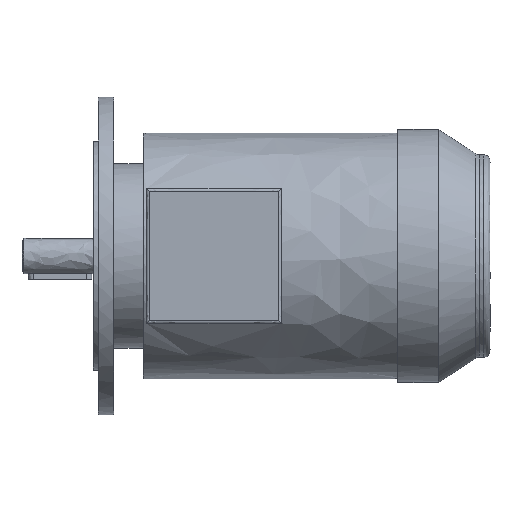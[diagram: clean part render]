
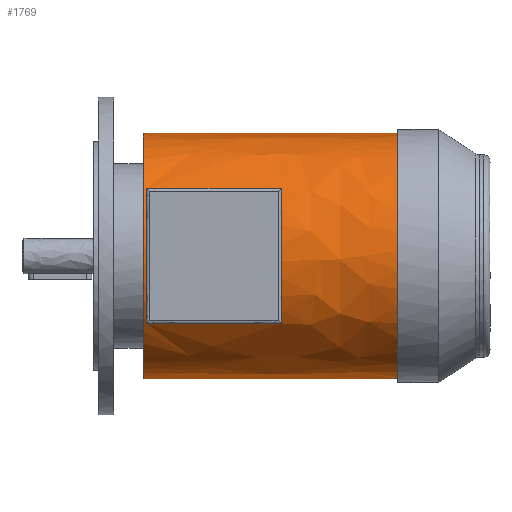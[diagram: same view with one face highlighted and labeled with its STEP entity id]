
A CAD part, front view. The second image highlights one B-rep face of the part: STEP entity #1769.
In plain terms, the highlighted free-form (B-spline) face has degree [3, 1] with [4, 2] control points.
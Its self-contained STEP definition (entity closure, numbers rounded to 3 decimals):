
#1769 = ADVANCED_FACE('',(#1770,#1841),#1783,.T.);
#1770 = FACE_BOUND('',#1771,.T.);
#1771 = EDGE_LOOP('',(#1772,#1797,#1813,#1827));
#1772 = ORIENTED_EDGE('',*,*,#1773,.T.);
#1773 = EDGE_CURVE('',#1774,#1776,#1778,.T.);
#1774 = VERTEX_POINT('',#1775);
#1775 = CARTESIAN_POINT('',(35.5,0.,-96.5));
#1776 = VERTEX_POINT('',#1777);
#1777 = CARTESIAN_POINT('',(235.5,0.,-96.5));
#1778 = SURFACE_CURVE('',#1779,(#1782),.PCURVE_S1.);
#1779 = B_SPLINE_CURVE_WITH_KNOTS('',1,(#1780,#1781),.UNSPECIFIED.,.F.,
  .F.,(2,2),(-0.279,-0.079),.PIECEWISE_BEZIER_KNOTS.);
#1780 = CARTESIAN_POINT('',(35.5,0.,-96.5));
#1781 = CARTESIAN_POINT('',(235.5,0.,-96.5));
#1782 = PCURVE('',#1783,#1792);
#1783 = ( BOUNDED_SURFACE() B_SPLINE_SURFACE(3,1,(
    (#1784,#1785)
    ,(#1786,#1787)
    ,(#1788,#1789)
    ,(#1790,#1791
)),.UNSPECIFIED.,.F.,.F.,.F.) B_SPLINE_SURFACE_WITH_KNOTS((4,4),(2,2),(
    0.,1.),(0.,1.),.PIECEWISE_BEZIER_KNOTS.) 
GEOMETRIC_REPRESENTATION_ITEM() RATIONAL_B_SPLINE_SURFACE((
    (1.,1.)
    ,(0.333,0.333)
    ,(0.333,0.333)
,(1.,1.))) REPRESENTATION_ITEM('') SURFACE() );
#1784 = CARTESIAN_POINT('',(235.5,0.,-96.5));
#1785 = CARTESIAN_POINT('',(35.5,0.,-96.5));
#1786 = CARTESIAN_POINT('',(235.5,-193.,-96.5));
#1787 = CARTESIAN_POINT('',(35.5,-193.,-96.5));
#1788 = CARTESIAN_POINT('',(235.5,-193.,96.5));
#1789 = CARTESIAN_POINT('',(35.5,-193.,96.5));
#1790 = CARTESIAN_POINT('',(235.5,0.,96.5));
#1791 = CARTESIAN_POINT('',(35.5,0.,96.5));
#1792 = DEFINITIONAL_REPRESENTATION('',(#1793),#1796);
#1793 = B_SPLINE_CURVE_WITH_KNOTS('',1,(#1794,#1795),.UNSPECIFIED.,.F.,
  .F.,(2,2),(-0.279,-0.079),.PIECEWISE_BEZIER_KNOTS.);
#1794 = CARTESIAN_POINT('',(0.,1.));
#1795 = CARTESIAN_POINT('',(0.,0.));
#1796 = ( GEOMETRIC_REPRESENTATION_CONTEXT(2) 
PARAMETRIC_REPRESENTATION_CONTEXT() REPRESENTATION_CONTEXT('2D SPACE',''
  ) );
#1797 = ORIENTED_EDGE('',*,*,#1798,.T.);
#1798 = EDGE_CURVE('',#1776,#1799,#1801,.T.);
#1799 = VERTEX_POINT('',#1800);
#1800 = CARTESIAN_POINT('',(235.5,0.,96.5));
#1801 = SURFACE_CURVE('',#1802,(#1807),.PCURVE_S1.);
#1802 = ( BOUNDED_CURVE() B_SPLINE_CURVE(3,(#1803,#1804,#1805,#1806),
.UNSPECIFIED.,.F.,.F.) B_SPLINE_CURVE_WITH_KNOTS((4,4),(3.142,
6.283),.PIECEWISE_BEZIER_KNOTS.) CURVE() 
GEOMETRIC_REPRESENTATION_ITEM() RATIONAL_B_SPLINE_CURVE((1.,
0.333,0.333,1.)) REPRESENTATION_ITEM('') );
#1803 = CARTESIAN_POINT('',(235.5,0.,-96.5));
#1804 = CARTESIAN_POINT('',(235.5,-193.,-96.5));
#1805 = CARTESIAN_POINT('',(235.5,-193.,96.5));
#1806 = CARTESIAN_POINT('',(235.5,0.,96.5));
#1807 = PCURVE('',#1783,#1808);
#1808 = DEFINITIONAL_REPRESENTATION('',(#1809),#1812);
#1809 = B_SPLINE_CURVE_WITH_KNOTS('',1,(#1810,#1811),.UNSPECIFIED.,.F.,
  .F.,(2,2),(3.142,6.283),.PIECEWISE_BEZIER_KNOTS.);
#1810 = CARTESIAN_POINT('',(0.,0.));
#1811 = CARTESIAN_POINT('',(1.,0.));
#1812 = ( GEOMETRIC_REPRESENTATION_CONTEXT(2) 
PARAMETRIC_REPRESENTATION_CONTEXT() REPRESENTATION_CONTEXT('2D SPACE',''
  ) );
#1813 = ORIENTED_EDGE('',*,*,#1814,.T.);
#1814 = EDGE_CURVE('',#1799,#1815,#1817,.T.);
#1815 = VERTEX_POINT('',#1816);
#1816 = CARTESIAN_POINT('',(35.5,0.,96.5));
#1817 = SURFACE_CURVE('',#1818,(#1821),.PCURVE_S1.);
#1818 = B_SPLINE_CURVE_WITH_KNOTS('',1,(#1819,#1820),.UNSPECIFIED.,.F.,
  .F.,(2,2),(0.079,0.279),.PIECEWISE_BEZIER_KNOTS.);
#1819 = CARTESIAN_POINT('',(235.5,0.,96.5));
#1820 = CARTESIAN_POINT('',(35.5,0.,96.5));
#1821 = PCURVE('',#1783,#1822);
#1822 = DEFINITIONAL_REPRESENTATION('',(#1823),#1826);
#1823 = B_SPLINE_CURVE_WITH_KNOTS('',1,(#1824,#1825),.UNSPECIFIED.,.F.,
  .F.,(2,2),(0.079,0.279),.PIECEWISE_BEZIER_KNOTS.);
#1824 = CARTESIAN_POINT('',(1.,0.));
#1825 = CARTESIAN_POINT('',(1.,1.));
#1826 = ( GEOMETRIC_REPRESENTATION_CONTEXT(2) 
PARAMETRIC_REPRESENTATION_CONTEXT() REPRESENTATION_CONTEXT('2D SPACE',''
  ) );
#1827 = ORIENTED_EDGE('',*,*,#1828,.T.);
#1828 = EDGE_CURVE('',#1815,#1774,#1829,.T.);
#1829 = SURFACE_CURVE('',#1830,(#1835),.PCURVE_S1.);
#1830 = ( BOUNDED_CURVE() B_SPLINE_CURVE(3,(#1831,#1832,#1833,#1834),
.UNSPECIFIED.,.F.,.F.) B_SPLINE_CURVE_WITH_KNOTS((4,4),(-6.283,
-3.142),.PIECEWISE_BEZIER_KNOTS.) CURVE() 
GEOMETRIC_REPRESENTATION_ITEM() RATIONAL_B_SPLINE_CURVE((1.,
0.333,0.333,1.)) REPRESENTATION_ITEM('') );
#1831 = CARTESIAN_POINT('',(35.5,0.,96.5));
#1832 = CARTESIAN_POINT('',(35.5,-193.,96.5));
#1833 = CARTESIAN_POINT('',(35.5,-193.,-96.5));
#1834 = CARTESIAN_POINT('',(35.5,0.,-96.5));
#1835 = PCURVE('',#1783,#1836);
#1836 = DEFINITIONAL_REPRESENTATION('',(#1837),#1840);
#1837 = B_SPLINE_CURVE_WITH_KNOTS('',1,(#1838,#1839),.UNSPECIFIED.,.F.,
  .F.,(2,2),(-6.283,-3.142),.PIECEWISE_BEZIER_KNOTS.);
#1838 = CARTESIAN_POINT('',(1.,1.));
#1839 = CARTESIAN_POINT('',(0.,1.));
#1840 = ( GEOMETRIC_REPRESENTATION_CONTEXT(2) 
PARAMETRIC_REPRESENTATION_CONTEXT() REPRESENTATION_CONTEXT('2D SPACE',''
  ) );
#1841 = FACE_BOUND('',#1842,.T.);
#1842 = EDGE_LOOP('',(#1843,#1861,#1875,#1891));
#1843 = ORIENTED_EDGE('',*,*,#1844,.T.);
#1844 = EDGE_CURVE('',#1845,#1847,#1849,.T.);
#1845 = VERTEX_POINT('',#1846);
#1846 = CARTESIAN_POINT('',(38.,-80.643,-53.));
#1847 = VERTEX_POINT('',#1848);
#1848 = CARTESIAN_POINT('',(38.,-80.643,53.));
#1849 = SURFACE_CURVE('',#1850,(#1855),.PCURVE_S1.);
#1850 = ( BOUNDED_CURVE() B_SPLINE_CURVE(3,(#1851,#1852,#1853,#1854),
.UNSPECIFIED.,.F.,.F.) B_SPLINE_CURVE_WITH_KNOTS((4,4),(-5.294,
-4.131),.PIECEWISE_BEZIER_KNOTS.) CURVE() 
GEOMETRIC_REPRESENTATION_ITEM() RATIONAL_B_SPLINE_CURVE((1.,
0.89,0.89,1.)) REPRESENTATION_ITEM('') );
#1851 = CARTESIAN_POINT('',(38.,-80.643,-53.));
#1852 = CARTESIAN_POINT('',(38.,-102.436,-19.84));
#1853 = CARTESIAN_POINT('',(38.,-102.436,19.84));
#1854 = CARTESIAN_POINT('',(38.,-80.643,53.));
#1855 = PCURVE('',#1783,#1856);
#1856 = DEFINITIONAL_REPRESENTATION('',(#1857),#1860);
#1857 = B_SPLINE_CURVE_WITH_KNOTS('',1,(#1858,#1859),.UNSPECIFIED.,.F.,
  .F.,(2,2),(-5.294,-4.131),.PIECEWISE_BEZIER_KNOTS.);
#1858 = CARTESIAN_POINT('',(0.35,0.988));
#1859 = CARTESIAN_POINT('',(0.65,0.988));
#1860 = ( GEOMETRIC_REPRESENTATION_CONTEXT(2) 
PARAMETRIC_REPRESENTATION_CONTEXT() REPRESENTATION_CONTEXT('2D SPACE',''
  ) );
#1861 = ORIENTED_EDGE('',*,*,#1862,.T.);
#1862 = EDGE_CURVE('',#1847,#1863,#1865,.T.);
#1863 = VERTEX_POINT('',#1864);
#1864 = CARTESIAN_POINT('',(144.,-80.643,53.));
#1865 = SURFACE_CURVE('',#1866,(#1869),.PCURVE_S1.);
#1866 = B_SPLINE_CURVE_WITH_KNOTS('',1,(#1867,#1868),.UNSPECIFIED.,.F.,
  .F.,(2,2),(-0.276,-0.17),.PIECEWISE_BEZIER_KNOTS.);
#1867 = CARTESIAN_POINT('',(38.,-80.643,53.));
#1868 = CARTESIAN_POINT('',(144.,-80.643,53.));
#1869 = PCURVE('',#1783,#1870);
#1870 = DEFINITIONAL_REPRESENTATION('',(#1871),#1874);
#1871 = B_SPLINE_CURVE_WITH_KNOTS('',1,(#1872,#1873),.UNSPECIFIED.,.F.,
  .F.,(2,2),(-0.276,-0.17),.PIECEWISE_BEZIER_KNOTS.);
#1872 = CARTESIAN_POINT('',(0.65,0.988));
#1873 = CARTESIAN_POINT('',(0.65,0.458));
#1874 = ( GEOMETRIC_REPRESENTATION_CONTEXT(2) 
PARAMETRIC_REPRESENTATION_CONTEXT() REPRESENTATION_CONTEXT('2D SPACE',''
  ) );
#1875 = ORIENTED_EDGE('',*,*,#1876,.T.);
#1876 = EDGE_CURVE('',#1863,#1877,#1879,.T.);
#1877 = VERTEX_POINT('',#1878);
#1878 = CARTESIAN_POINT('',(144.,-80.643,-53.));
#1879 = SURFACE_CURVE('',#1880,(#1885),.PCURVE_S1.);
#1880 = ( BOUNDED_CURVE() B_SPLINE_CURVE(3,(#1881,#1882,#1883,#1884),
.UNSPECIFIED.,.F.,.F.) B_SPLINE_CURVE_WITH_KNOTS((4,4),(-5.294,
-4.131),.PIECEWISE_BEZIER_KNOTS.) CURVE() 
GEOMETRIC_REPRESENTATION_ITEM() RATIONAL_B_SPLINE_CURVE((1.,
0.89,0.89,1.)) REPRESENTATION_ITEM('') );
#1881 = CARTESIAN_POINT('',(144.,-80.643,53.));
#1882 = CARTESIAN_POINT('',(144.,-102.436,19.84));
#1883 = CARTESIAN_POINT('',(144.,-102.436,-19.84));
#1884 = CARTESIAN_POINT('',(144.,-80.643,-53.));
#1885 = PCURVE('',#1783,#1886);
#1886 = DEFINITIONAL_REPRESENTATION('',(#1887),#1890);
#1887 = B_SPLINE_CURVE_WITH_KNOTS('',1,(#1888,#1889),.UNSPECIFIED.,.F.,
  .F.,(2,2),(-5.294,-4.131),.PIECEWISE_BEZIER_KNOTS.);
#1888 = CARTESIAN_POINT('',(0.65,0.458));
#1889 = CARTESIAN_POINT('',(0.35,0.458));
#1890 = ( GEOMETRIC_REPRESENTATION_CONTEXT(2) 
PARAMETRIC_REPRESENTATION_CONTEXT() REPRESENTATION_CONTEXT('2D SPACE',''
  ) );
#1891 = ORIENTED_EDGE('',*,*,#1892,.T.);
#1892 = EDGE_CURVE('',#1877,#1845,#1893,.T.);
#1893 = SURFACE_CURVE('',#1894,(#1897),.PCURVE_S1.);
#1894 = B_SPLINE_CURVE_WITH_KNOTS('',1,(#1895,#1896),.UNSPECIFIED.,.F.,
  .F.,(2,2),(0.17,0.276),.PIECEWISE_BEZIER_KNOTS.);
#1895 = CARTESIAN_POINT('',(144.,-80.643,-53.));
#1896 = CARTESIAN_POINT('',(38.,-80.643,-53.));
#1897 = PCURVE('',#1783,#1898);
#1898 = DEFINITIONAL_REPRESENTATION('',(#1899),#1902);
#1899 = B_SPLINE_CURVE_WITH_KNOTS('',1,(#1900,#1901),.UNSPECIFIED.,.F.,
  .F.,(2,2),(0.17,0.276),.PIECEWISE_BEZIER_KNOTS.);
#1900 = CARTESIAN_POINT('',(0.35,0.458));
#1901 = CARTESIAN_POINT('',(0.35,0.988));
#1902 = ( GEOMETRIC_REPRESENTATION_CONTEXT(2) 
PARAMETRIC_REPRESENTATION_CONTEXT() REPRESENTATION_CONTEXT('2D SPACE',''
  ) );
